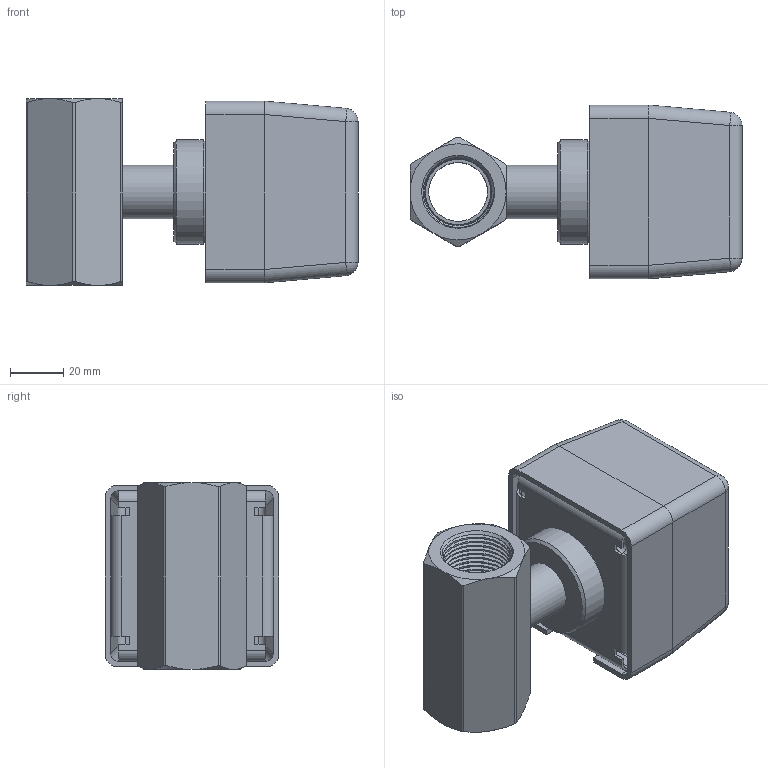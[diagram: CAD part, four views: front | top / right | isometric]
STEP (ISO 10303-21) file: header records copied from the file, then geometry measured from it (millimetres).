
FILE_DESCRIPTION(/* description */ (''),/* implementation_level */ '2;1');
FILE_NAME(/* name */ 'FC330-DN20-R34K FC330挡板式流量计D20口径R34内螺纹.stp',/* time_stamp */ '2023-02-10T15:39:10+08:00',/* author */ (''),/* organization */ (''),/* preprocessor_version */ 'ST-DEVELOPER v16',/* originating_system */ 'SIEMENS PLM Software NX 10.0',/* authorisation */ '');
FILE_SCHEMA (('CONFIG_CONTROL_DESIGN'));
Length unit declared in the file: millimetre
Products named in the file (1): 53E35F84
\X0\R34内螺纹
Bounding box: 124.3 x 65 x 70 mm (x, y, z)
Volume: 98713.1 mm3; surface area: 65801.5 mm2
Topology: 4 solids, 4 shells, 160 faces, 401 edges, 252 vertices
Faces by surface type: plane 77, cylinder 47, cone 22, sphere 8, bspline 6
Full cylindrical faces by diameter (mm): 11 x2, 13.406 x1, 20 x2, 22 x1, 39 x1
Entity records: 9471 total; most frequent: CARTESIAN_POINT 5681, ORIENTED_EDGE 764, DIRECTION 763, EDGE_CURVE 382, AXIS2_PLACEMENT_3D 284, VERTEX_POINT 246, LINE 195, VECTOR 195
